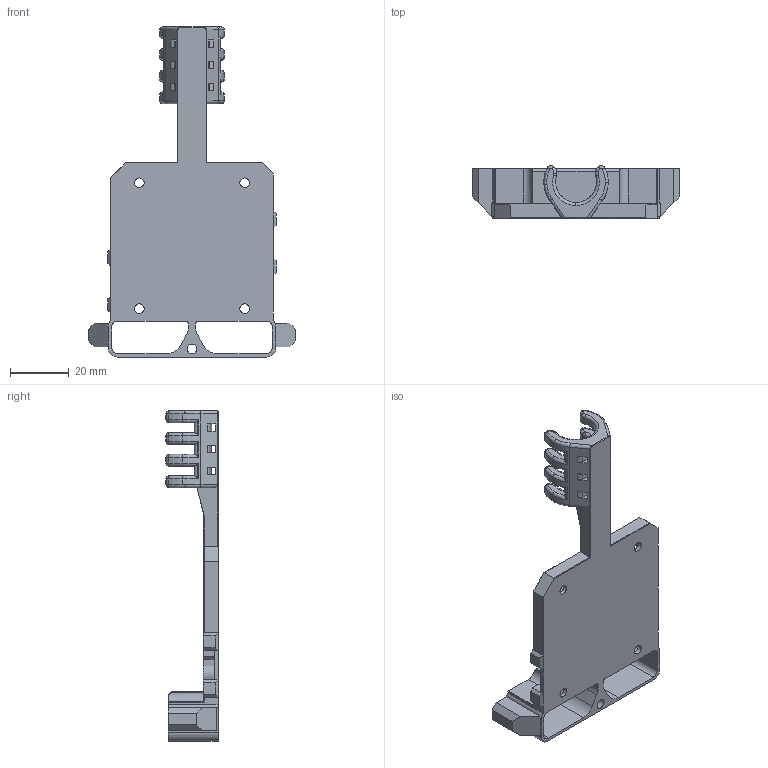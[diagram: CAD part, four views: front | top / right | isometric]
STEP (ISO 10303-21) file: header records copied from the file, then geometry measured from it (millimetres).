
FILE_DESCRIPTION(('HOOPS Exchange Step'),'2;1');
FILE_NAME('temp_export','2022-10-19T08:24:13-04:00',('mobile'),('Shapr3D Limited'),'HOOPS Exchange 2022.1','Shapr3D','Authorized');
FILE_SCHEMA( ('AUTOMOTIVE_DESIGN { 1 0 10303 214 1 1 1 1 }') );
Length unit declared in the file: millimetre
Products named in the file (1): root
Bounding box: 70.8 x 17.83 x 112.7 mm (x, y, z)
Volume: 17894.7 mm3; surface area: 16854.2 mm2
Topology: 1 solids, 1 shells, 395 faces, 1037 edges, 668 vertices
Faces by surface type: plane 164, cylinder 115, torus 94, bspline 22
Full cylindrical faces by diameter (mm): 3.3 x5, 4 x10, 5 x10, 7.5 x4
Entity records: 13996 total; most frequent: CARTESIAN_POINT 4018, DIRECTION 2159, ORIENTED_EDGE 2074, EDGE_CURVE 1037, AXIS2_PLACEMENT_3D 844, VERTEX_POINT 668, VECTOR 471, LINE 471
